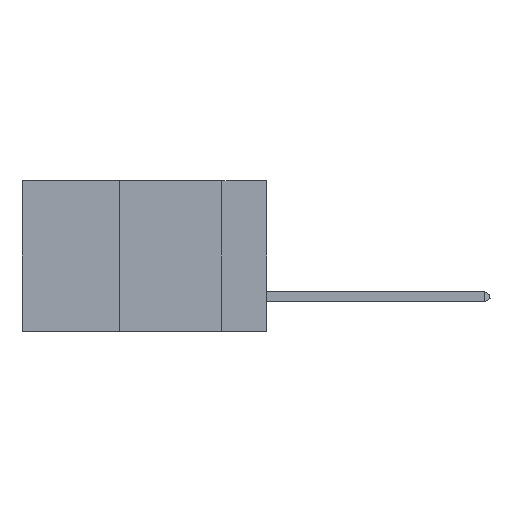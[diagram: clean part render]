
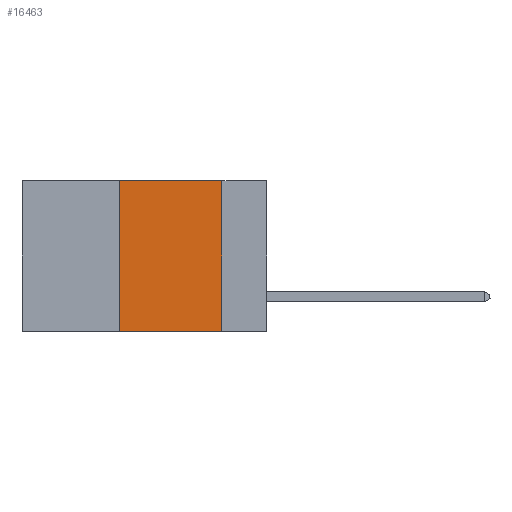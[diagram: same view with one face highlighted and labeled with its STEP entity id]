
A CAD part, left-side view. The second image highlights one B-rep face of the part: STEP entity #16463.
In plain terms, the highlighted planar face has unit normal (-1, 0, 0).
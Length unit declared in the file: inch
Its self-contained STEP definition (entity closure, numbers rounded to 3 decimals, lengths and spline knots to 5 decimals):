
#25 = FACE_OUTER_BOUND ( 'NONE', #6192, .T. ) ;
#230 = VERTEX_POINT ( 'NONE', #19625 ) ;
#680 = ORIENTED_EDGE ( 'NONE', *, *, #11814, .F. ) ;
#718 = DIRECTION ( 'NONE',  ( 0., 0., 1. ) ) ;
#2824 = PLANE ( 'NONE',  #18023 ) ;
#3618 = VECTOR ( 'NONE', #21102, 39.37008 ) ;
#4593 = CARTESIAN_POINT ( 'NONE',  ( 0., 0.36, 0. ) ) ;
#4625 = LINE ( 'NONE', #17668, #16272 ) ;
#6192 = EDGE_LOOP ( 'NONE', ( #680, #22463, #15324, #9982 ) ) ;
#7051 = DIRECTION ( 'NONE',  ( 0., -1., 0. ) ) ;
#8223 = DIRECTION ( 'NONE',  ( 1., 0., 0. ) ) ;
#8408 = CARTESIAN_POINT ( 'NONE',  ( 0., 0.11, -0.37 ) ) ;
#8562 = LINE ( 'NONE', #18025, #17418 ) ;
#8950 = VERTEX_POINT ( 'NONE', #4593 ) ;
#8975 = VERTEX_POINT ( 'NONE', #8408 ) ;
#9137 = EDGE_CURVE ( 'NONE', #8950, #10840, #9511, .T. ) ;
#9511 = LINE ( 'NONE', #17682, #9795 ) ;
#9795 = VECTOR ( 'NONE', #7051, 39.37008 ) ;
#9982 = ORIENTED_EDGE ( 'NONE', *, *, #15027, .T. ) ;
#10450 = CARTESIAN_POINT ( 'NONE',  ( 0., 0.11, 0. ) ) ;
#10840 = VERTEX_POINT ( 'NONE', #10450 ) ;
#11814 = EDGE_CURVE ( 'NONE', #10840, #8975, #4625, .T. ) ;
#12533 = CARTESIAN_POINT ( 'NONE',  ( 0., 0.6, -0.37 ) ) ;
#14017 = DIRECTION ( 'NONE',  ( 0., 0., -1. ) ) ;
#15027 = EDGE_CURVE ( 'NONE', #230, #8975, #15310, .T. ) ;
#15310 = LINE ( 'NONE', #12533, #3618 ) ;
#15324 = ORIENTED_EDGE ( 'NONE', *, *, #18719, .F. ) ;
#15325 = DIRECTION ( 'NONE',  ( 0., 0., -1. ) ) ;
#15470 = CARTESIAN_POINT ( 'NONE',  ( 0., 0.6, 0. ) ) ;
#16272 = VECTOR ( 'NONE', #14017, 39.37008 ) ;
#16463 = ADVANCED_FACE ( 'NONE', ( #25 ), #2824, .F. ) ;
#17418 = VECTOR ( 'NONE', #718, 39.37008 ) ;
#17668 = CARTESIAN_POINT ( 'NONE',  ( 0., 0.11, 0. ) ) ;
#17682 = CARTESIAN_POINT ( 'NONE',  ( 0., 0.6, 0. ) ) ;
#18023 = AXIS2_PLACEMENT_3D ( 'NONE', #15470, #8223, #15325 ) ;
#18025 = CARTESIAN_POINT ( 'NONE',  ( 0., 0.36, 0. ) ) ;
#18719 = EDGE_CURVE ( 'NONE', #230, #8950, #8562, .T. ) ;
#19625 = CARTESIAN_POINT ( 'NONE',  ( 0., 0.36, -0.37 ) ) ;
#21102 = DIRECTION ( 'NONE',  ( 0., -1., 0. ) ) ;
#22463 = ORIENTED_EDGE ( 'NONE', *, *, #9137, .F. ) ;
